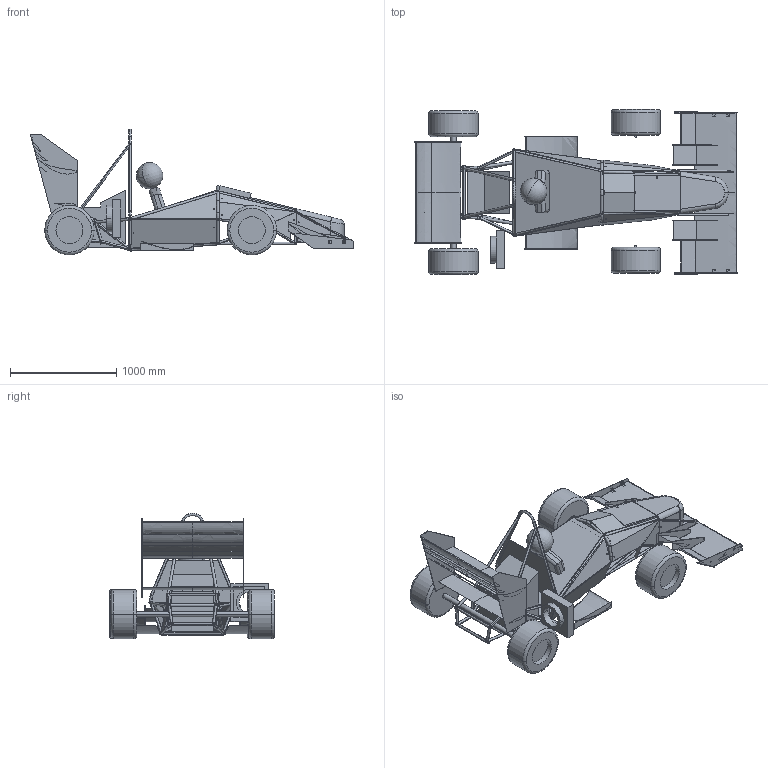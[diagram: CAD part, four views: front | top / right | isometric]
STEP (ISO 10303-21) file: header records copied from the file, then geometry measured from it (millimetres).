
FILE_DESCRIPTION(('CATIA V5 STEP Exchange'),'2;1');
FILE_NAME('2020KaisekiAssen.stp','2020-01-22T12:34:34+00:00',('none'),('none'),'CATIA Version 5 Release 17 (IN-10)','CATIA V5 STEP AP203','none');
FILE_SCHEMA(('CONFIG_CONTROL_DESIGN'));
Products named in the file (31): 2020KaisekiAssen; 2020Body; AeroDevice2020; Front Wing; F_Main_As; F_Sub_As; F_Stay_As; fwingrod2; Symmetry of F_Sub_As; Symmetry of F_Stay_As; Symmetry of fwingrod2; Symmetry of PHS 8EC.5; Symmetry of F_Main_As; Rear Wing; R_Main_As; R_Sub_As; R_Stay_As; Symmetry of R_Sub_As; Symmetry of R_Stay_As; Symmetry of R_Main_As; 2020Nose; Nose3; Symmetry of Nose3; UnderPanel; SidePanel; Side_As; Symmetry of Side_As; Symmetry of SidePanel; 2018Attenuator; kaiseki Ashi; AeroFronttiya
Assembly tree (128 placements, depth 8):
  2020KaisekiAssen
    2020Body
      AeroDevice2020
        Front Wing
          #74
          F_Main_As
            #463
            #1964  x2
          F_Sub_As
            #2434
            #3331
            #4228  x2
            #4482
          F_Stay_As
            #4678
            fwingrod2
              #5315
          #5514
          Symmetry of F_Sub_As
            #5903
            #6800
            #7697  x2
            #7951
          Symmetry of F_Stay_As
            #8147
            #8778
            Symmetry of fwingrod2
              #9151
              #9320
              Symmetry of PHS 8EC.5  x2
                #10118
                #11200
              #11519
              #11759  x2
          Symmetry of F_Main_As
            #11990
            #13491  x2
        Rear Wing
          #13976
          R_Main_As
            #14332
            #16365
          R_Sub_As
            #16561
            #18594
            #18769
          R_Stay_As
            #20823
          #21735
          Symmetry of R_Sub_As
            #22091
            #24124
            #24299
          Symmetry of R_Stay_As
            #26353
          Symmetry of R_Main_As
            #27271
            #29304
        2020Nose
          #29515
Bounding box: 3050 x 1555.39 x 1185.4 mm (x, y, z)
Volume: 310691921.2 mm3; surface area: 23535731.8 mm2
Topology: 159 solids, 159 shells, 1436 faces, 3168 edges, 2057 vertices
Faces by surface type: plane 724, cylinder 560, torus 72, bspline 30, revolution 24, sphere 18, cone 8
Entity records: 55495 total; most frequent: CARTESIAN_POINT 29071, ORIENTED_EDGE 4908, DIRECTION 4747, EDGE_CURVE 2454, AXIS2_PLACEMENT_3D 2186, VERTEX_POINT 1591, EDGE_LOOP 1392, VECTOR 1340
